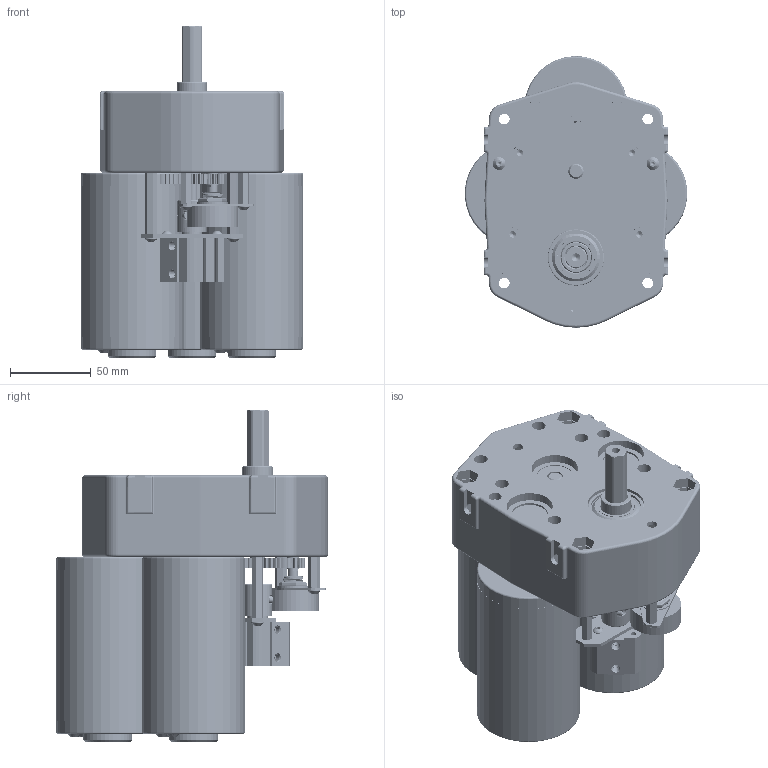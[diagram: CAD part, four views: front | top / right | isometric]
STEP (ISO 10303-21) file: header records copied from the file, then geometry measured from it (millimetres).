
FILE_DESCRIPTION (( 'STEP AP203' ), '1' );
FILE_NAME ('217-3195-STEP-2014-01-02.STEP', '2015-01-02T21:40:04', ( 'IFMI-VEX04' ), ( '' ), 'SwSTEP 2.0', 'SolidWorks 2014', '' );
FILE_SCHEMA (( 'CONFIG_CONTROL_DESIGN' ));
Length unit declared in the file: inch
Products named in the file (51): 217-4098-003 Rev2; 217-2428-028 Rev1_97633A250; 217-2428-021 Rev1; 217-2428-006 Rev1; 217-4098-006 Rev2; 217-2778-NCQ8A075-050M_NCQ8 Tube_075A; 217-4098-002 Rev3; 217-2428-007 Rev1; 217-2428-029 Rev1; 217-2614-001_12t; 217-3489-001 Rev1; 217-2778-NCQ8A075-050M_NCQ8 Rod_075M; 217-4098-004 Rev1; 217-2428-022 Rev1; Grayhill Lock Washer; 217-2761-001 rev1; 97633A130_97633A130_grv; 217-2778-NCQ8A075-050M_Snap Ring_075; 217-4098-000 Rev2; 217-3212-001 Rev1_34t; Grayhill Nut; 217-3195-002 rev2; 91251A107_91251A107; 217-2778-001 Rev2_NCQ8A075-050M; 217-3291-001 Rev3; 217-3212-101 Rev1; 217-2000; 217-3195-001 Rev1; 217-4098-100 Rev1; 217-2428-012 Rev2; 217-2711-002 Rev1_50t; 217-3222-001 Rev1_Spur01; Grahill Encoder; 276-1027-001; 217-2428-017 Rev2; 217-2428-005 Rev1; 217-2428-023 Rev1_9714K3; 217-2733-001 Rev2; 217-3222-101 Rev1; 217-3210-001 Rev1_30t ...
Assembly tree (77 placements, depth 4):
  217-3195-STEP-2014-01-02
    217-2733-001 Rev2  x2
    217-2731-001 Rev2
    217-2789-001 Rev2
    217-2778-001 Rev2_NCQ8A075-050M
      217-2778-NCQ8A075-050M_NCQ8 Tube_075A
      217-2778-NCQ8A075-050M_NCQ8 Rod_075M
      217-2778-NCQ8A075-050M_Snap Ring_075
    217-2428-012 Rev2
    217-2428-005 Rev1  x2
    SCREW-832-0375  x8
    SBS1_SBS-0632-0250  x2
    217-4098-100 Rev1
      217-4098-006 Rev2  x2
      217-3489-001 Rev1
      97633A130_97633A130_grv
      91251A107_91251A107  x2
    217-2428-017 Rev2
    217-2428-016 Rev3_Spur01
    217-2428-019 Rev1
    217-2428-006 Rev1  x2
    217-2614-001_12t  x3
    217-2761-001 rev1  x3
    217-3195-002 rev2
    217-3195-001 Rev1
    276-1027-001  x2
    SCREW-832-1750  x2
    217-2428-004 Rev3
    217-2428-021 Rev1
    217-2428-029 Rev1
    Grayhill Lock Washer
    Grayhill Nut
    217-2000  x3
    Grahill Encoder
    217-3210-001 Rev1_30t
    217-3291-001 Rev3
      217-2428-008 Rev2
      217-2428-028 Rev1_97633A250
      217-2428-007 Rev1  x6
      217-3212-101 Rev1
        217-2428-022 Rev1
        217-3212-001 Rev1_34t
      217-3222-101 Rev1
        217-2428-022 Rev1
        217-3222-001 Rev1_Spur01
      217-4098-000 Rev2
        217-4098-005 Rev1_91612A226
        217-4098-003 Rev2
        217-4098-002 Rev3
        217-4098-004 Rev1
    217-2711-002 Rev1_50t
    217-2428-023 Rev1_9714K3
Bounding box: 137.72 x 168.32 x 205.56 mm (x, y, z)
Volume: 1463657.5 mm3; surface area: 371270.4 mm2
Topology: 75 solids, 75 shells, 3655 faces, 9528 edges, 6157 vertices
Faces by surface type: cylinder 1456, plane 1433, bspline 359, cone 255, torus 136, sphere 16
Entity records: 176213 total; most frequent: CARTESIAN_POINT 96253, ORIENTED_EDGE 15782, DIRECTION 15100, EDGE_CURVE 7891, AXIS2_PLACEMENT_3D 5540, VERTEX_POINT 5151, LINE 4020, VECTOR 4020
